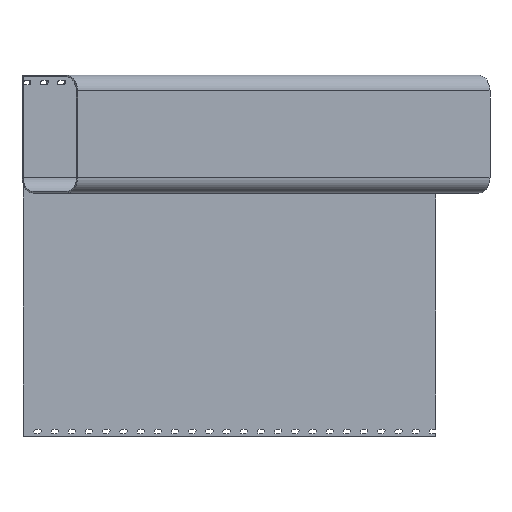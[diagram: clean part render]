
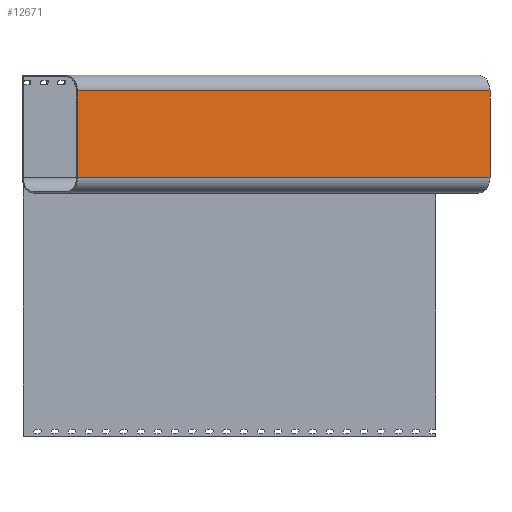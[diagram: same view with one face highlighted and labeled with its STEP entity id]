
A CAD part, front view. The second image highlights one B-rep face of the part: STEP entity #12671.
In plain terms, the highlighted planar face has unit normal (0.707, -0.707, 0).
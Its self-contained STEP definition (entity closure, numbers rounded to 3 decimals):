
#538 = DIRECTION ( 'NONE',  ( 0.707, 0.707, 0. ) ) ;
#963 = EDGE_CURVE ( 'NONE', #1743, #25736, #4174, .T. ) ;
#1743 = VERTEX_POINT ( 'NONE', #23063 ) ;
#1799 = DIRECTION ( 'NONE',  ( 0., 0., -1. ) ) ;
#3839 = LINE ( 'NONE', #15692, #23626 ) ;
#4156 = VERTEX_POINT ( 'NONE', #6373 ) ;
#4174 = LINE ( 'NONE', #11334, #14658 ) ;
#4333 = DIRECTION ( 'NONE',  ( 0., 0., -1. ) ) ;
#5570 = CARTESIAN_POINT ( 'NONE',  ( 7.071, -7.071, -2. ) ) ;
#6373 = CARTESIAN_POINT ( 'NONE',  ( 59.571, 45.429, -13. ) ) ;
#8019 = DIRECTION ( 'NONE',  ( 0.707, 0.707, 0. ) ) ;
#8215 = DIRECTION ( 'NONE',  ( 0.707, -0.707, 0. ) ) ;
#8708 = AXIS2_PLACEMENT_3D ( 'NONE', #5570, #8215, #29110 ) ;
#11334 = CARTESIAN_POINT ( 'NONE',  ( 7.071, -7.071, -2. ) ) ;
#11847 = ORIENTED_EDGE ( 'NONE', *, *, #24118, .F. ) ;
#12248 = EDGE_CURVE ( 'NONE', #24366, #4156, #3839, .T. ) ;
#12374 = CARTESIAN_POINT ( 'NONE',  ( 7.071, -7.071, -13. ) ) ;
#12671 = ADVANCED_FACE ( 'NONE', ( #29731 ), #29576, .T. ) ;
#14562 = LINE ( 'NONE', #12374, #18229 ) ;
#14658 = VECTOR ( 'NONE', #4333, 1000. ) ;
#15050 = ORIENTED_EDGE ( 'NONE', *, *, #963, .T. ) ;
#15191 = LINE ( 'NONE', #27056, #19228 ) ;
#15692 = CARTESIAN_POINT ( 'NONE',  ( 59.571, 45.429, -2. ) ) ;
#16158 = EDGE_LOOP ( 'NONE', ( #25319, #11847, #15050, #21724 ) ) ;
#18229 = VECTOR ( 'NONE', #538, 1000. ) ;
#18244 = CARTESIAN_POINT ( 'NONE',  ( 7.071, -7.071, -13. ) ) ;
#18902 = CARTESIAN_POINT ( 'NONE',  ( 59.571, 45.429, -2. ) ) ;
#19228 = VECTOR ( 'NONE', #8019, 1000. ) ;
#20635 = EDGE_CURVE ( 'NONE', #25736, #4156, #14562, .T. ) ;
#21724 = ORIENTED_EDGE ( 'NONE', *, *, #20635, .T. ) ;
#23063 = CARTESIAN_POINT ( 'NONE',  ( 7.071, -7.071, -2. ) ) ;
#23626 = VECTOR ( 'NONE', #1799, 1000. ) ;
#24118 = EDGE_CURVE ( 'NONE', #1743, #24366, #15191, .T. ) ;
#24366 = VERTEX_POINT ( 'NONE', #18902 ) ;
#25319 = ORIENTED_EDGE ( 'NONE', *, *, #12248, .F. ) ;
#25736 = VERTEX_POINT ( 'NONE', #18244 ) ;
#27056 = CARTESIAN_POINT ( 'NONE',  ( 7.071, -7.071, -2. ) ) ;
#29110 = DIRECTION ( 'NONE',  ( 0.707, 0.707, 0. ) ) ;
#29576 = PLANE ( 'NONE',  #8708 ) ;
#29731 = FACE_OUTER_BOUND ( 'NONE', #16158, .T. ) ;
